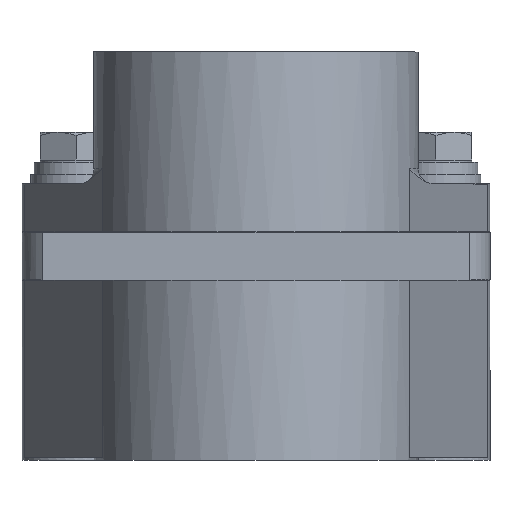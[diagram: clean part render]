
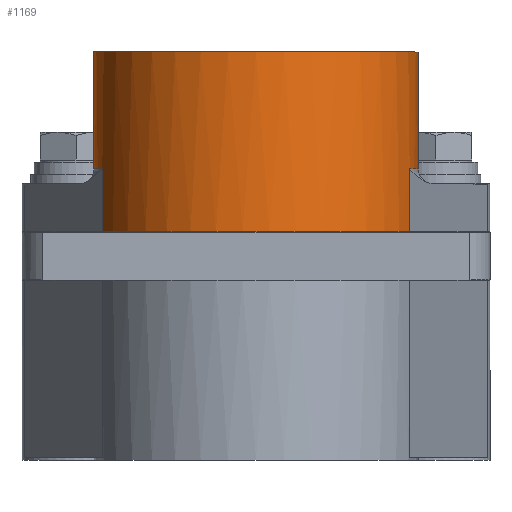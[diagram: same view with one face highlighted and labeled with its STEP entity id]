
A CAD part, front view. The second image highlights one B-rep face of the part: STEP entity #1169.
In plain terms, the highlighted cylindrical face has radius 54 mm (diameter 108 mm), a partial arc.
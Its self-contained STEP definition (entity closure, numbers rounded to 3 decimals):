
#188 = VECTOR ( 'NONE', #2462, 1000. ) ;
#302 = EDGE_CURVE ( 'NONE', #9040, #5991, #16619, .T. ) ;
#455 = CARTESIAN_POINT ( 'NONE',  ( -51.218, -17.108, 37. ) ) ;
#661 = ORIENTED_EDGE ( 'NONE', *, *, #11907, .F. ) ;
#1169 = ADVANCED_FACE ( 'NONE', ( #14739 ), #10924, .T. ) ;
#1191 = EDGE_CURVE ( 'NONE', #14065, #9616, #13314, .T. ) ;
#1650 = CARTESIAN_POINT ( 'NONE',  ( -54., 0., 32. ) ) ;
#1775 = DIRECTION ( 'NONE',  ( -1., 0., 0. ) ) ;
#1928 = ORIENTED_EDGE ( 'NONE', *, *, #12767, .F. ) ;
#2273 = CARTESIAN_POINT ( 'NONE',  ( -54., 0., 76. ) ) ;
#2462 = DIRECTION ( 'NONE',  ( 0., 0., -1. ) ) ;
#2823 = CARTESIAN_POINT ( 'NONE',  ( 0., 0., 32. ) ) ;
#3971 = ORIENTED_EDGE ( 'NONE', *, *, #12245, .T. ) ;
#4655 = CARTESIAN_POINT ( 'NONE',  ( 0., 0., 37. ) ) ;
#4665 = EDGE_CURVE ( 'NONE', #7325, #9021, #15000, .T. ) ;
#4760 = CARTESIAN_POINT ( 'NONE',  ( 51.218, -17.108, 37. ) ) ;
#4935 = CARTESIAN_POINT ( 'NONE',  ( 54., 0., 37. ) ) ;
#5172 = CIRCLE ( 'NONE', #10740, 54. ) ;
#5527 = DIRECTION ( 'NONE',  ( 0., 0., -1. ) ) ;
#5803 = AXIS2_PLACEMENT_3D ( 'NONE', #2823, #5527, #1775 ) ;
#5991 = VERTEX_POINT ( 'NONE', #13210 ) ;
#6143 = ORIENTED_EDGE ( 'NONE', *, *, #1191, .T. ) ;
#6530 = DIRECTION ( 'NONE',  ( 1., 0., 0. ) ) ;
#7115 = DIRECTION ( 'NONE',  ( 0., 0., 1. ) ) ;
#7126 = LINE ( 'NONE', #12800, #15991 ) ;
#7325 = VERTEX_POINT ( 'NONE', #4760 ) ;
#7948 = VECTOR ( 'NONE', #8021, 1000. ) ;
#8021 = DIRECTION ( 'NONE',  ( 0., 0., -1. ) ) ;
#8031 = CARTESIAN_POINT ( 'NONE',  ( -51.218, -17.108, 32. ) ) ;
#8052 = ORIENTED_EDGE ( 'NONE', *, *, #4665, .T. ) ;
#8274 = CARTESIAN_POINT ( 'NONE',  ( 0., 0., 16. ) ) ;
#8359 = DIRECTION ( 'NONE',  ( -1., 0., 0. ) ) ;
#9021 = VERTEX_POINT ( 'NONE', #4935 ) ;
#9040 = VERTEX_POINT ( 'NONE', #16303 ) ;
#9121 = AXIS2_PLACEMENT_3D ( 'NONE', #8274, #13830, #8359 ) ;
#9616 = VERTEX_POINT ( 'NONE', #455 ) ;
#10164 = CARTESIAN_POINT ( 'NONE',  ( 51.218, -17.108, 32. ) ) ;
#10369 = ORIENTED_EDGE ( 'NONE', *, *, #13068, .F. ) ;
#10740 = AXIS2_PLACEMENT_3D ( 'NONE', #14451, #11942, #6530 ) ;
#10801 = EDGE_CURVE ( 'NONE', #12419, #14065, #13577, .T. ) ;
#10915 = ORIENTED_EDGE ( 'NONE', *, *, #10801, .T. ) ;
#10924 = CYLINDRICAL_SURFACE ( 'NONE', #5803, 54. ) ;
#11131 = CARTESIAN_POINT ( 'NONE',  ( 0., 0., 37. ) ) ;
#11367 = DIRECTION ( 'NONE',  ( 0., 0., 1. ) ) ;
#11907 = EDGE_CURVE ( 'NONE', #12419, #14992, #5172, .T. ) ;
#11942 = DIRECTION ( 'NONE',  ( 0., 0., 1. ) ) ;
#12245 = EDGE_CURVE ( 'NONE', #9616, #5991, #16993, .T. ) ;
#12419 = VERTEX_POINT ( 'NONE', #2273 ) ;
#12439 = DIRECTION ( 'NONE',  ( -1., 0., 0. ) ) ;
#12724 = VECTOR ( 'NONE', #15622, 1000. ) ;
#12767 = EDGE_CURVE ( 'NONE', #14992, #9021, #7126, .T. ) ;
#12800 = CARTESIAN_POINT ( 'NONE',  ( 54., 0., 32. ) ) ;
#13068 = EDGE_CURVE ( 'NONE', #7325, #9040, #13427, .T. ) ;
#13210 = CARTESIAN_POINT ( 'NONE',  ( -51.218, -17.108, 16. ) ) ;
#13314 = CIRCLE ( 'NONE', #15529, 54. ) ;
#13427 = LINE ( 'NONE', #10164, #12724 ) ;
#13577 = LINE ( 'NONE', #1650, #7948 ) ;
#13830 = DIRECTION ( 'NONE',  ( 0., 0., -1. ) ) ;
#14065 = VERTEX_POINT ( 'NONE', #14245 ) ;
#14140 = DIRECTION ( 'NONE',  ( -1., 0., 0. ) ) ;
#14245 = CARTESIAN_POINT ( 'NONE',  ( -54., 0., 37. ) ) ;
#14401 = ORIENTED_EDGE ( 'NONE', *, *, #302, .F. ) ;
#14451 = CARTESIAN_POINT ( 'NONE',  ( 0., 0., 76. ) ) ;
#14739 = FACE_OUTER_BOUND ( 'NONE', #15297, .T. ) ;
#14992 = VERTEX_POINT ( 'NONE', #16122 ) ;
#15000 = CIRCLE ( 'NONE', #15289, 54. ) ;
#15289 = AXIS2_PLACEMENT_3D ( 'NONE', #11131, #7115, #12439 ) ;
#15297 = EDGE_LOOP ( 'NONE', ( #1928, #661, #10915, #6143, #3971, #14401, #10369, #8052 ) ) ;
#15529 = AXIS2_PLACEMENT_3D ( 'NONE', #4655, #11367, #14140 ) ;
#15622 = DIRECTION ( 'NONE',  ( 0., 0., -1. ) ) ;
#15991 = VECTOR ( 'NONE', #16779, 1000. ) ;
#16122 = CARTESIAN_POINT ( 'NONE',  ( 54., 0., 76. ) ) ;
#16303 = CARTESIAN_POINT ( 'NONE',  ( 51.218, -17.108, 16. ) ) ;
#16619 = CIRCLE ( 'NONE', #9121, 54. ) ;
#16779 = DIRECTION ( 'NONE',  ( 0., 0., -1. ) ) ;
#16993 = LINE ( 'NONE', #8031, #188 ) ;
